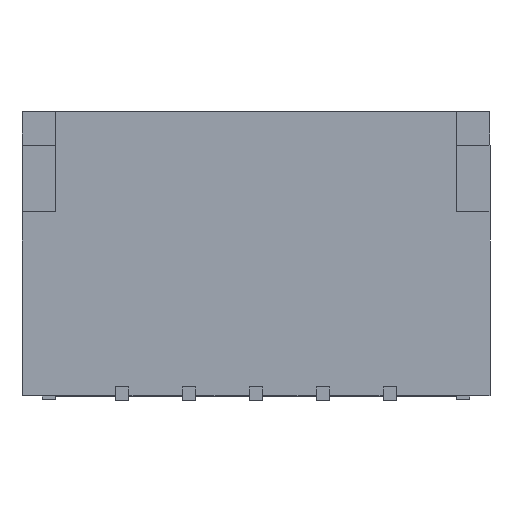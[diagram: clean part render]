
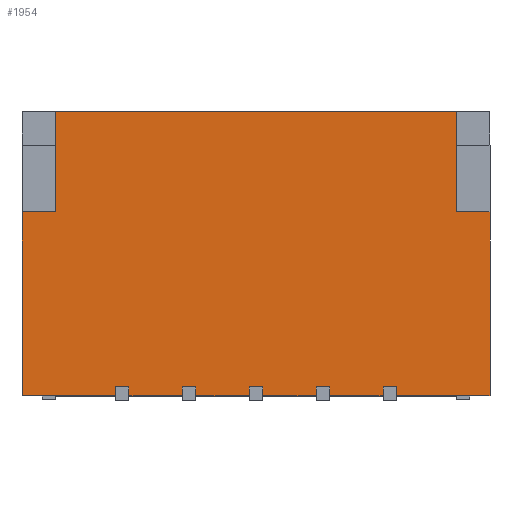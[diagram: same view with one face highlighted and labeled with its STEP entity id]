
A CAD part, top view. The second image highlights one B-rep face of the part: STEP entity #1954.
In plain terms, the highlighted planar face has unit normal (0, 0, 1).
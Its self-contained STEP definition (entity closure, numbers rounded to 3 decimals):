
#28=FACE_OUTER_BOUND('',#132,.T.);
#132=EDGE_LOOP('',(#1333,#1334,#1335,#1336,#1337,#1338,#1339,#1340,#1341,
#1342,#1343,#1344,#1345,#1346,#1347,#1348,#1349,#1350,#1351,#1352,#1353,
#1354,#1355,#1356,#1357,#1358,#1359,#1360));
#239=LINE('',#2676,#523);
#245=LINE('',#2687,#529);
#251=LINE('',#2700,#535);
#255=LINE('',#2708,#539);
#259=LINE('',#2715,#543);
#260=LINE('',#2717,#544);
#264=LINE('',#2725,#548);
#274=LINE('',#2745,#558);
#278=LINE('',#2752,#562);
#279=LINE('',#2755,#563);
#280=LINE('',#2757,#564);
#281=LINE('',#2758,#565);
#282=LINE('',#2760,#566);
#283=LINE('',#2762,#567);
#284=LINE('',#2764,#568);
#285=LINE('',#2766,#569);
#286=LINE('',#2768,#570);
#287=LINE('',#2770,#571);
#288=LINE('',#2771,#572);
#289=LINE('',#2773,#573);
#290=LINE('',#2775,#574);
#291=LINE('',#2776,#575);
#292=LINE('',#2778,#576);
#293=LINE('',#2780,#577);
#294=LINE('',#2781,#578);
#295=LINE('',#2783,#579);
#296=LINE('',#2785,#580);
#297=LINE('',#2786,#581);
#523=VECTOR('',#2179,1000.);
#529=VECTOR('',#2187,1000.);
#535=VECTOR('',#2197,1000.);
#539=VECTOR('',#2201,1000.);
#543=VECTOR('',#2205,1000.);
#544=VECTOR('',#2206,1000.);
#548=VECTOR('',#2210,1000.);
#558=VECTOR('',#2220,1000.);
#562=VECTOR('',#2228,1000.);
#563=VECTOR('',#2231,1000.);
#564=VECTOR('',#2232,1000.);
#565=VECTOR('',#2233,1000.);
#566=VECTOR('',#2234,1000.);
#567=VECTOR('',#2235,1000.);
#568=VECTOR('',#2236,1000.);
#569=VECTOR('',#2237,1000.);
#570=VECTOR('',#2238,1000.);
#571=VECTOR('',#2239,1000.);
#572=VECTOR('',#2240,1000.);
#573=VECTOR('',#2241,1000.);
#574=VECTOR('',#2242,1000.);
#575=VECTOR('',#2243,1000.);
#576=VECTOR('',#2244,1000.);
#577=VECTOR('',#2245,1000.);
#578=VECTOR('',#2246,1000.);
#579=VECTOR('',#2247,1000.);
#580=VECTOR('',#2248,1000.);
#581=VECTOR('',#2249,1000.);
#807=VERTEX_POINT('',#2674);
#808=VERTEX_POINT('',#2675);
#811=VERTEX_POINT('',#2684);
#812=VERTEX_POINT('',#2686);
#815=VERTEX_POINT('',#2696);
#817=VERTEX_POINT('',#2699);
#820=VERTEX_POINT('',#2705);
#821=VERTEX_POINT('',#2707);
#824=VERTEX_POINT('',#2713);
#825=VERTEX_POINT('',#2716);
#828=VERTEX_POINT('',#2722);
#829=VERTEX_POINT('',#2724);
#838=VERTEX_POINT('',#2742);
#839=VERTEX_POINT('',#2744);
#841=VERTEX_POINT('',#2754);
#842=VERTEX_POINT('',#2756);
#843=VERTEX_POINT('',#2759);
#844=VERTEX_POINT('',#2761);
#845=VERTEX_POINT('',#2763);
#846=VERTEX_POINT('',#2765);
#847=VERTEX_POINT('',#2767);
#848=VERTEX_POINT('',#2769);
#849=VERTEX_POINT('',#2772);
#850=VERTEX_POINT('',#2774);
#851=VERTEX_POINT('',#2777);
#852=VERTEX_POINT('',#2779);
#853=VERTEX_POINT('',#2782);
#854=VERTEX_POINT('',#2784);
#995=EDGE_CURVE('',#807,#808,#239,.T.);
#1001=EDGE_CURVE('',#812,#811,#245,.T.);
#1007=EDGE_CURVE('',#815,#817,#251,.T.);
#1011=EDGE_CURVE('',#820,#821,#255,.T.);
#1015=EDGE_CURVE('',#824,#811,#259,.T.);
#1016=EDGE_CURVE('',#808,#825,#260,.T.);
#1020=EDGE_CURVE('',#828,#829,#264,.T.);
#1030=EDGE_CURVE('',#838,#839,#274,.T.);
#1034=EDGE_CURVE('',#807,#812,#278,.T.);
#1035=EDGE_CURVE('',#841,#815,#279,.T.);
#1036=EDGE_CURVE('',#841,#842,#280,.T.);
#1037=EDGE_CURVE('',#842,#839,#281,.T.);
#1038=EDGE_CURVE('',#843,#838,#282,.T.);
#1039=EDGE_CURVE('',#844,#843,#283,.T.);
#1040=EDGE_CURVE('',#845,#844,#284,.T.);
#1041=EDGE_CURVE('',#846,#845,#285,.T.);
#1042=EDGE_CURVE('',#846,#847,#286,.T.);
#1043=EDGE_CURVE('',#847,#848,#287,.T.);
#1044=EDGE_CURVE('',#829,#848,#288,.T.);
#1045=EDGE_CURVE('',#849,#828,#289,.T.);
#1046=EDGE_CURVE('',#849,#850,#290,.T.);
#1047=EDGE_CURVE('',#850,#825,#291,.T.);
#1048=EDGE_CURVE('',#851,#824,#292,.T.);
#1049=EDGE_CURVE('',#851,#852,#293,.T.);
#1050=EDGE_CURVE('',#852,#821,#294,.T.);
#1051=EDGE_CURVE('',#853,#820,#295,.T.);
#1052=EDGE_CURVE('',#853,#854,#296,.T.);
#1053=EDGE_CURVE('',#854,#817,#297,.T.);
#1333=ORIENTED_EDGE('',*,*,#1035,.F.);
#1334=ORIENTED_EDGE('',*,*,#1036,.T.);
#1335=ORIENTED_EDGE('',*,*,#1037,.T.);
#1336=ORIENTED_EDGE('',*,*,#1030,.F.);
#1337=ORIENTED_EDGE('',*,*,#1038,.F.);
#1338=ORIENTED_EDGE('',*,*,#1039,.F.);
#1339=ORIENTED_EDGE('',*,*,#1040,.F.);
#1340=ORIENTED_EDGE('',*,*,#1041,.F.);
#1341=ORIENTED_EDGE('',*,*,#1042,.T.);
#1342=ORIENTED_EDGE('',*,*,#1043,.T.);
#1343=ORIENTED_EDGE('',*,*,#1044,.F.);
#1344=ORIENTED_EDGE('',*,*,#1020,.F.);
#1345=ORIENTED_EDGE('',*,*,#1045,.F.);
#1346=ORIENTED_EDGE('',*,*,#1046,.T.);
#1347=ORIENTED_EDGE('',*,*,#1047,.T.);
#1348=ORIENTED_EDGE('',*,*,#1016,.F.);
#1349=ORIENTED_EDGE('',*,*,#995,.F.);
#1350=ORIENTED_EDGE('',*,*,#1034,.T.);
#1351=ORIENTED_EDGE('',*,*,#1001,.T.);
#1352=ORIENTED_EDGE('',*,*,#1015,.F.);
#1353=ORIENTED_EDGE('',*,*,#1048,.F.);
#1354=ORIENTED_EDGE('',*,*,#1049,.T.);
#1355=ORIENTED_EDGE('',*,*,#1050,.T.);
#1356=ORIENTED_EDGE('',*,*,#1011,.F.);
#1357=ORIENTED_EDGE('',*,*,#1051,.F.);
#1358=ORIENTED_EDGE('',*,*,#1052,.T.);
#1359=ORIENTED_EDGE('',*,*,#1053,.T.);
#1360=ORIENTED_EDGE('',*,*,#1007,.F.);
#1850=PLANE('',#2072);
#1954=ADVANCED_FACE('',(#28),#1850,.F.);
#2072=AXIS2_PLACEMENT_3D('',#2753,#2229,#2230);
#2179=DIRECTION('',(0.,-1.,0.));
#2187=DIRECTION('',(0.,-1.,0.));
#2197=DIRECTION('',(-1.,0.,0.));
#2201=DIRECTION('',(-1.,0.,0.));
#2205=DIRECTION('',(-1.,0.,0.));
#2206=DIRECTION('',(-1.,0.,0.));
#2210=DIRECTION('',(-1.,0.,0.));
#2220=DIRECTION('',(-1.,0.,0.));
#2228=DIRECTION('',(1.,0.,0.));
#2229=DIRECTION('center_axis',(0.,0.,-1.));
#2230=DIRECTION('ref_axis',(-1.,0.,0.));
#2231=DIRECTION('',(0.,-1.,0.));
#2232=DIRECTION('',(1.,0.,0.));
#2233=DIRECTION('',(0.,-1.,0.));
#2234=DIRECTION('',(0.,-1.,0.));
#2235=DIRECTION('',(1.,0.,0.));
#2236=DIRECTION('',(0.,-1.,0.));
#2237=DIRECTION('',(1.,0.,0.));
#2238=DIRECTION('',(0.,-1.,0.));
#2239=DIRECTION('',(-1.,0.,0.));
#2240=DIRECTION('',(0.,1.,0.));
#2241=DIRECTION('',(0.,-1.,0.));
#2242=DIRECTION('',(1.,0.,0.));
#2243=DIRECTION('',(0.,-1.,0.));
#2244=DIRECTION('',(0.,-1.,0.));
#2245=DIRECTION('',(1.,0.,0.));
#2246=DIRECTION('',(0.,-1.,0.));
#2247=DIRECTION('',(0.,-1.,0.));
#2248=DIRECTION('',(1.,0.,0.));
#2249=DIRECTION('',(0.,-1.,0.));
#2674=CARTESIAN_POINT('',(-1.1,0.13,2.2));
#2675=CARTESIAN_POINT('',(-1.1,0.,2.2));
#2676=CARTESIAN_POINT('',(-1.1,4.25,2.2));
#2684=CARTESIAN_POINT('',(-0.9,0.,2.2));
#2686=CARTESIAN_POINT('',(-0.9,0.13,2.2));
#2687=CARTESIAN_POINT('',(-0.9,4.25,2.2));
#2696=CARTESIAN_POINT('',(1.9,0.,2.2));
#2699=CARTESIAN_POINT('',(1.1,0.,2.2));
#2700=CARTESIAN_POINT('',(3.5,0.,2.2));
#2705=CARTESIAN_POINT('',(0.9,0.,2.2));
#2707=CARTESIAN_POINT('',(0.1,0.,2.2));
#2708=CARTESIAN_POINT('',(3.5,0.,2.2));
#2713=CARTESIAN_POINT('',(-0.1,0.,2.2));
#2715=CARTESIAN_POINT('',(3.5,0.,2.2));
#2716=CARTESIAN_POINT('',(-1.9,0.,2.2));
#2717=CARTESIAN_POINT('',(3.5,0.,2.2));
#2722=CARTESIAN_POINT('',(-2.1,0.,2.2));
#2724=CARTESIAN_POINT('',(-3.5,0.,2.2));
#2725=CARTESIAN_POINT('',(3.5,0.,2.2));
#2742=CARTESIAN_POINT('',(3.5,0.,2.2));
#2744=CARTESIAN_POINT('',(2.1,0.,2.2));
#2745=CARTESIAN_POINT('',(3.5,0.,2.2));
#2752=CARTESIAN_POINT('',(-1.1,0.13,2.2));
#2753=CARTESIAN_POINT('Origin',(-3.5,4.25,2.2));
#2754=CARTESIAN_POINT('',(1.9,0.13,2.2));
#2755=CARTESIAN_POINT('',(1.9,4.25,2.2));
#2756=CARTESIAN_POINT('',(2.1,0.13,2.2));
#2757=CARTESIAN_POINT('',(1.9,0.13,2.2));
#2758=CARTESIAN_POINT('',(2.1,4.25,2.2));
#2759=CARTESIAN_POINT('',(3.5,2.75,2.2));
#2760=CARTESIAN_POINT('',(3.5,0.,2.2));
#2761=CARTESIAN_POINT('',(3.,2.75,2.2));
#2762=CARTESIAN_POINT('',(3.,2.75,2.2));
#2763=CARTESIAN_POINT('',(3.,4.25,2.2));
#2764=CARTESIAN_POINT('',(3.,2.75,2.2));
#2765=CARTESIAN_POINT('',(-3.,4.25,2.2));
#2766=CARTESIAN_POINT('',(-3.5,4.25,2.2));
#2767=CARTESIAN_POINT('',(-3.,2.75,2.2));
#2768=CARTESIAN_POINT('',(-3.,2.75,2.2));
#2769=CARTESIAN_POINT('',(-3.5,2.75,2.2));
#2770=CARTESIAN_POINT('',(-3.,2.75,2.2));
#2771=CARTESIAN_POINT('',(-3.5,0.,2.2));
#2772=CARTESIAN_POINT('',(-2.1,0.13,2.2));
#2773=CARTESIAN_POINT('',(-2.1,4.25,2.2));
#2774=CARTESIAN_POINT('',(-1.9,0.13,2.2));
#2775=CARTESIAN_POINT('',(-2.1,0.13,2.2));
#2776=CARTESIAN_POINT('',(-1.9,4.25,2.2));
#2777=CARTESIAN_POINT('',(-0.1,0.13,2.2));
#2778=CARTESIAN_POINT('',(-0.1,4.25,2.2));
#2779=CARTESIAN_POINT('',(0.1,0.13,2.2));
#2780=CARTESIAN_POINT('',(-0.1,0.13,2.2));
#2781=CARTESIAN_POINT('',(0.1,4.25,2.2));
#2782=CARTESIAN_POINT('',(0.9,0.13,2.2));
#2783=CARTESIAN_POINT('',(0.9,4.25,2.2));
#2784=CARTESIAN_POINT('',(1.1,0.13,2.2));
#2785=CARTESIAN_POINT('',(0.9,0.13,2.2));
#2786=CARTESIAN_POINT('',(1.1,4.25,2.2));
